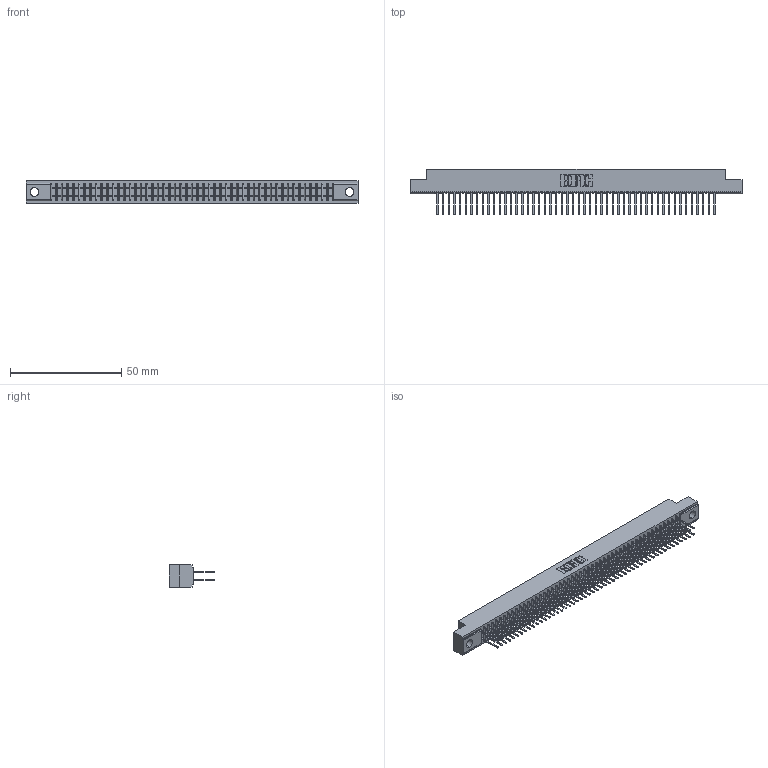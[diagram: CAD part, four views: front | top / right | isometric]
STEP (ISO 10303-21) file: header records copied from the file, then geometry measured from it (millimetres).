
FILE_DESCRIPTION (( 'STEP AP203' ), '1' );
FILE_NAME ('391-100-522-204.STEP', '2018-08-09T19:28:16', ( '' ), ( '' ), 'SwSTEP 2.0', 'SolidWorks 2016', '' );
FILE_SCHEMA (( 'CONFIG_CONTROL_DESIGN' ));
Length unit declared in the file: inch
Products named in the file (3): 341 Part_.156 (3.96) Dia Mounting Holes; 341-292-001_341-292-122; 391-100-522-204
Assembly tree (101 placements, depth 2):
  391-100-522-204
    341 Part_.156 (3.96) Dia Mounting Holes
    341-292-001_341-292-122  x100
Bounding box: 149.22 x 20.62 x 10.16 mm (x, y, z)
Volume: 11057.7 mm3; surface area: 20663.3 mm2
Topology: 101 solids, 101 shells, 6730 faces, 19502 edges, 12630 vertices
Faces by surface type: plane 4082, cylinder 2448, sphere 102, torus 98
Entity records: 59863 total; most frequent: CARTESIAN_POINT 9956, ORIENTED_EDGE 9892, DIRECTION 9648, EDGE_CURVE 4946, VECTOR 4012, LINE 4012, VERTEX_POINT 3126, AXIS2_PLACEMENT_3D 2818
